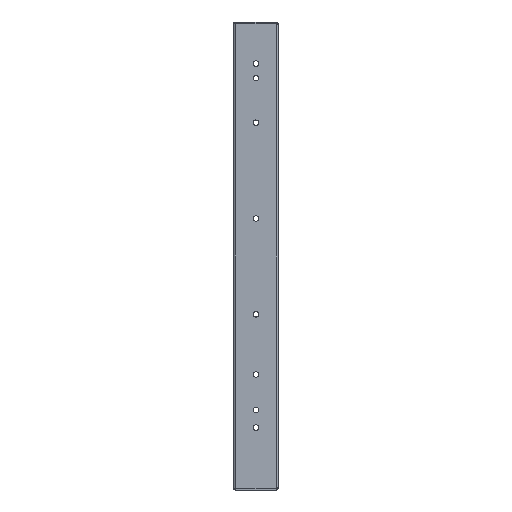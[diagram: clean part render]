
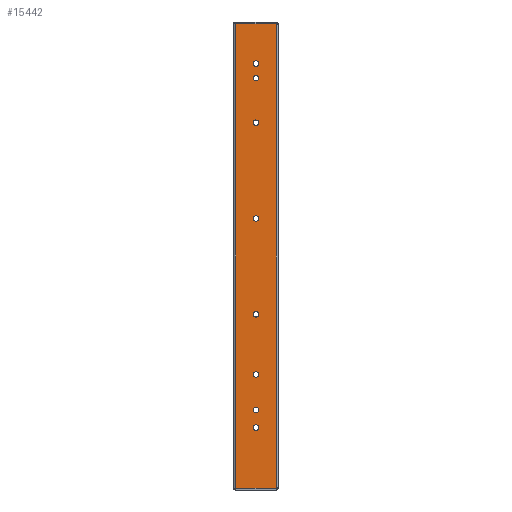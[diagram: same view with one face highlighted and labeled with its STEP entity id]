
A CAD part, left-side view. The second image highlights one B-rep face of the part: STEP entity #15442.
In plain terms, the highlighted planar face has unit normal (-1, 0, 0).
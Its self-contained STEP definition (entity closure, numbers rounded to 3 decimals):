
#3003=CARTESIAN_POINT('',(-214.,-19.456,223.4));
#3014=CARTESIAN_POINT('',(-214.,-19.456,-223.4));
#3021=DIRECTION('',(0.,1.,0.));
#3022=VECTOR('',#3021,38.913);
#3023=CARTESIAN_POINT('',(-214.,-19.456,223.4));
#3024=LINE('',#3023,#3022);
#3025=DIRECTION('',(0.,0.,-1.));
#3026=VECTOR('',#3025,446.8);
#3027=CARTESIAN_POINT('',(-214.,-19.456,223.4));
#3028=LINE('',#3027,#3026);
#3029=DIRECTION('',(0.,1.,0.));
#3030=VECTOR('',#3029,38.913);
#3031=CARTESIAN_POINT('',(-214.,-19.456,-223.4));
#3032=LINE('',#3031,#3030);
#3033=CARTESIAN_POINT('',(-214.,0.,185.));
#3034=DIRECTION('',(1.,0.,0.));
#3035=DIRECTION('',(0.,0.,1.));
#3036=AXIS2_PLACEMENT_3D('',#3033,#3034,#3035);
#3038=CARTESIAN_POINT('',(-214.,0.,185.));
#3039=DIRECTION('',(1.,0.,0.));
#3040=DIRECTION('',(0.,0.,-1.));
#3041=AXIS2_PLACEMENT_3D('',#3038,#3039,#3040);
#3043=CARTESIAN_POINT('',(-214.,0.,171.));
#3044=DIRECTION('',(1.,0.,0.));
#3045=DIRECTION('',(0.,0.,1.));
#3046=AXIS2_PLACEMENT_3D('',#3043,#3044,#3045);
#3048=CARTESIAN_POINT('',(-214.,0.,171.));
#3049=DIRECTION('',(1.,0.,0.));
#3050=DIRECTION('',(0.,0.,-1.));
#3051=AXIS2_PLACEMENT_3D('',#3048,#3049,#3050);
#3053=CARTESIAN_POINT('',(-214.,0.,-114.));
#3054=DIRECTION('',(1.,0.,0.));
#3055=DIRECTION('',(0.,0.,1.));
#3056=AXIS2_PLACEMENT_3D('',#3053,#3054,#3055);
#3058=CARTESIAN_POINT('',(-214.,0.,-114.));
#3059=DIRECTION('',(1.,0.,0.));
#3060=DIRECTION('',(0.,0.,-1.));
#3061=AXIS2_PLACEMENT_3D('',#3058,#3059,#3060);
#3063=CARTESIAN_POINT('',(-214.,0.,-165.));
#3064=DIRECTION('',(1.,0.,0.));
#3065=DIRECTION('',(0.,0.,1.));
#3066=AXIS2_PLACEMENT_3D('',#3063,#3064,#3065);
#3068=CARTESIAN_POINT('',(-214.,0.,-165.));
#3069=DIRECTION('',(1.,0.,0.));
#3070=DIRECTION('',(0.,0.,-1.));
#3071=AXIS2_PLACEMENT_3D('',#3068,#3069,#3070);
#3073=CARTESIAN_POINT('',(-214.,0.,128.1));
#3074=DIRECTION('',(1.,0.,0.));
#3075=DIRECTION('',(0.,0.,1.));
#3076=AXIS2_PLACEMENT_3D('',#3073,#3074,#3075);
#3078=CARTESIAN_POINT('',(-214.,0.,128.1));
#3079=DIRECTION('',(1.,0.,0.));
#3080=DIRECTION('',(0.,0.,-1.));
#3081=AXIS2_PLACEMENT_3D('',#3078,#3079,#3080);
#3083=CARTESIAN_POINT('',(-214.,0.,-56.1));
#3084=DIRECTION('',(1.,0.,0.));
#3085=DIRECTION('',(0.,0.,1.));
#3086=AXIS2_PLACEMENT_3D('',#3083,#3084,#3085);
#3088=CARTESIAN_POINT('',(-214.,0.,-56.1));
#3089=DIRECTION('',(1.,0.,0.));
#3090=DIRECTION('',(0.,0.,-1.));
#3091=AXIS2_PLACEMENT_3D('',#3088,#3089,#3090);
#3093=CARTESIAN_POINT('',(-214.,0.,-148.2));
#3094=DIRECTION('',(1.,0.,0.));
#3095=DIRECTION('',(0.,0.,1.));
#3096=AXIS2_PLACEMENT_3D('',#3093,#3094,#3095);
#3098=CARTESIAN_POINT('',(-214.,0.,-148.2));
#3099=DIRECTION('',(1.,0.,0.));
#3100=DIRECTION('',(0.,0.,-1.));
#3101=AXIS2_PLACEMENT_3D('',#3098,#3099,#3100);
#3103=CARTESIAN_POINT('',(-214.,0.,36.));
#3104=DIRECTION('',(1.,0.,0.));
#3105=DIRECTION('',(0.,0.,1.));
#3106=AXIS2_PLACEMENT_3D('',#3103,#3104,#3105);
#3108=CARTESIAN_POINT('',(-214.,0.,36.));
#3109=DIRECTION('',(1.,0.,0.));
#3110=DIRECTION('',(0.,0.,-1.));
#3111=AXIS2_PLACEMENT_3D('',#3108,#3109,#3110);
#3122=DIRECTION('',(0.,0.,-1.));
#3123=VECTOR('',#3122,446.8);
#3124=CARTESIAN_POINT('',(-214.,19.456,223.4));
#3125=LINE('',#3124,#3123);
#9423=VERTEX_POINT('',#3014);
#9436=VERTEX_POINT('',#3003);
#9479=CARTESIAN_POINT('',(-214.,19.456,223.4));
#9480=CARTESIAN_POINT('',(-214.,19.456,-223.4));
#9481=VERTEX_POINT('',#9479);
#9482=VERTEX_POINT('',#9480);
#9787=CARTESIAN_POINT('',(-214.,0.,130.8));
#9788=CARTESIAN_POINT('',(-214.,0.,125.4));
#9789=VERTEX_POINT('',#9787);
#9790=VERTEX_POINT('',#9788);
#12007=CARTESIAN_POINT('',(-214.,0.,187.7));
#12008=CARTESIAN_POINT('',(-214.,0.,182.3));
#12009=VERTEX_POINT('',#12007);
#12010=VERTEX_POINT('',#12008);
#12011=CARTESIAN_POINT('',(-214.,0.,173.7));
#12012=CARTESIAN_POINT('',(-214.,0.,168.3));
#12013=VERTEX_POINT('',#12011);
#12014=VERTEX_POINT('',#12012);
#12015=CARTESIAN_POINT('',(-214.,0.,-111.3));
#12016=CARTESIAN_POINT('',(-214.,0.,-116.7));
#12017=VERTEX_POINT('',#12015);
#12018=VERTEX_POINT('',#12016);
#12019=CARTESIAN_POINT('',(-214.,0.,-162.3));
#12020=CARTESIAN_POINT('',(-214.,0.,-167.7));
#12021=VERTEX_POINT('',#12019);
#12022=VERTEX_POINT('',#12020);
#12059=CARTESIAN_POINT('',(-214.,0.,-53.4));
#12060=CARTESIAN_POINT('',(-214.,0.,-58.8));
#12061=VERTEX_POINT('',#12059);
#12062=VERTEX_POINT('',#12060);
#12075=CARTESIAN_POINT('',(-214.,0.,-145.5));
#12076=CARTESIAN_POINT('',(-214.,0.,-150.9));
#12077=VERTEX_POINT('',#12075);
#12078=VERTEX_POINT('',#12076);
#12091=CARTESIAN_POINT('',(-214.,0.,38.7));
#12092=CARTESIAN_POINT('',(-214.,0.,33.3));
#12093=VERTEX_POINT('',#12091);
#12094=VERTEX_POINT('',#12092);
#15380=CARTESIAN_POINT('',(-214.,-19.456,-222.612));
#15381=DIRECTION('',(1.,0.,0.));
#15382=DIRECTION('',(0.,1.,0.));
#15383=AXIS2_PLACEMENT_3D('',#15380,#15381,#15382);
#15384=PLANE('',#15383);
#15386=ORIENTED_EDGE('',*,*,#15385,.F.);
#15388=ORIENTED_EDGE('',*,*,#15387,.F.);
#15389=ORIENTED_EDGE('',*,*,#15372,.T.);
#15391=ORIENTED_EDGE('',*,*,#15390,.T.);
#15392=EDGE_LOOP('',(#15386,#15388,#15389,#15391));
#15393=FACE_OUTER_BOUND('',#15392,.F.);
#15395=ORIENTED_EDGE('',*,*,#15394,.F.);
#15397=ORIENTED_EDGE('',*,*,#15396,.F.);
#15398=EDGE_LOOP('',(#15395,#15397));
#15399=FACE_BOUND('',#15398,.F.);
#15401=ORIENTED_EDGE('',*,*,#15400,.F.);
#15403=ORIENTED_EDGE('',*,*,#15402,.F.);
#15404=EDGE_LOOP('',(#15401,#15403));
#15405=FACE_BOUND('',#15404,.F.);
#15407=ORIENTED_EDGE('',*,*,#15406,.F.);
#15409=ORIENTED_EDGE('',*,*,#15408,.F.);
#15410=EDGE_LOOP('',(#15407,#15409));
#15411=FACE_BOUND('',#15410,.F.);
#15413=ORIENTED_EDGE('',*,*,#15412,.F.);
#15415=ORIENTED_EDGE('',*,*,#15414,.F.);
#15416=EDGE_LOOP('',(#15413,#15415));
#15417=FACE_BOUND('',#15416,.F.);
#15419=ORIENTED_EDGE('',*,*,#15418,.F.);
#15421=ORIENTED_EDGE('',*,*,#15420,.F.);
#15422=EDGE_LOOP('',(#15419,#15421));
#15423=FACE_BOUND('',#15422,.F.);
#15425=ORIENTED_EDGE('',*,*,#15424,.F.);
#15427=ORIENTED_EDGE('',*,*,#15426,.F.);
#15428=EDGE_LOOP('',(#15425,#15427));
#15429=FACE_BOUND('',#15428,.F.);
#15431=ORIENTED_EDGE('',*,*,#15430,.F.);
#15433=ORIENTED_EDGE('',*,*,#15432,.F.);
#15434=EDGE_LOOP('',(#15431,#15433));
#15435=FACE_BOUND('',#15434,.F.);
#15437=ORIENTED_EDGE('',*,*,#15436,.F.);
#15439=ORIENTED_EDGE('',*,*,#15438,.F.);
#15440=EDGE_LOOP('',(#15437,#15439));
#15441=FACE_BOUND('',#15440,.F.);
#15442=ADVANCED_FACE('',(#15393,#15399,#15405,#15411,#15417,#15423,#15429,
#15435,#15441),#15384,.F.);
#3037=CIRCLE('',#3036,2.7);
#3042=CIRCLE('',#3041,2.7);
#3047=CIRCLE('',#3046,2.7);
#3052=CIRCLE('',#3051,2.7);
#3057=CIRCLE('',#3056,2.7);
#3062=CIRCLE('',#3061,2.7);
#3067=CIRCLE('',#3066,2.7);
#3072=CIRCLE('',#3071,2.7);
#3077=CIRCLE('',#3076,2.7);
#3082=CIRCLE('',#3081,2.7);
#3087=CIRCLE('',#3086,2.7);
#3092=CIRCLE('',#3091,2.7);
#3097=CIRCLE('',#3096,2.7);
#3102=CIRCLE('',#3101,2.7);
#3107=CIRCLE('',#3106,2.7);
#3112=CIRCLE('',#3111,2.7);
#15372=EDGE_CURVE('',#9436,#9423,#3028,.T.);
#15385=EDGE_CURVE('',#9481,#9482,#3125,.T.);
#15387=EDGE_CURVE('',#9436,#9481,#3024,.T.);
#15390=EDGE_CURVE('',#9423,#9482,#3032,.T.);
#15394=EDGE_CURVE('',#12009,#12010,#3037,.T.);
#15396=EDGE_CURVE('',#12010,#12009,#3042,.T.);
#15400=EDGE_CURVE('',#12013,#12014,#3047,.T.);
#15402=EDGE_CURVE('',#12014,#12013,#3052,.T.);
#15406=EDGE_CURVE('',#12017,#12018,#3057,.T.);
#15408=EDGE_CURVE('',#12018,#12017,#3062,.T.);
#15412=EDGE_CURVE('',#12021,#12022,#3067,.T.);
#15414=EDGE_CURVE('',#12022,#12021,#3072,.T.);
#15418=EDGE_CURVE('',#9789,#9790,#3077,.T.);
#15420=EDGE_CURVE('',#9790,#9789,#3082,.T.);
#15424=EDGE_CURVE('',#12061,#12062,#3087,.T.);
#15426=EDGE_CURVE('',#12062,#12061,#3092,.T.);
#15430=EDGE_CURVE('',#12077,#12078,#3097,.T.);
#15432=EDGE_CURVE('',#12078,#12077,#3102,.T.);
#15436=EDGE_CURVE('',#12093,#12094,#3107,.T.);
#15438=EDGE_CURVE('',#12094,#12093,#3112,.T.);
